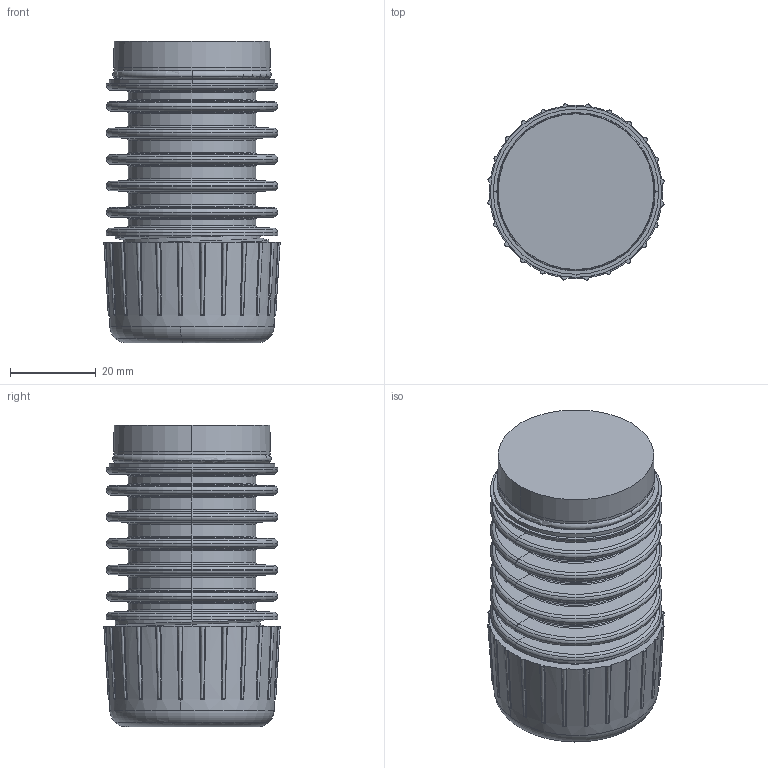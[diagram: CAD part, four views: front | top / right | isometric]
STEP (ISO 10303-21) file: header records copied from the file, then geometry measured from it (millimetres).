
FILE_DESCRIPTION((''),'2;1');
FILE_NAME('CAD-8010','2021-10-26T10:05:46',('creinig-se'),(''),'CREO PARAMETRIC BY PTC INC, 2019292','CREO PARAMETRIC BY PTC INC, 2019292','');
FILE_SCHEMA(('CONFIG_CONTROL_DESIGN','SHAPE_APPEARANCE_LAYERS_GROUPS'));
Length unit declared in the file: millimetre
Products named in the file (1): CAD-8010
Bounding box: 41.19 x 41.19 x 70.5 mm (x, y, z)
Volume: 50006.1 mm3; surface area: 26535.8 mm2
Topology: 1 solids, 1 shells, 512 faces, 1286 edges, 783 vertices
Faces by surface type: cylinder 140, torus 110, cone 106, plane 80, bspline 76
Entity records: 26357 total; most frequent: CARTESIAN_POINT 9800, ORIENTED_EDGE 2572, DIRECTION 2223, EDGE_CURVE 1286, AXIS2_PLACEMENT_3D 986, FILL_AREA_STYLE_COLOUR 813, FILL_AREA_STYLE 813, SURFACE_STYLE_FILL_AREA 813
